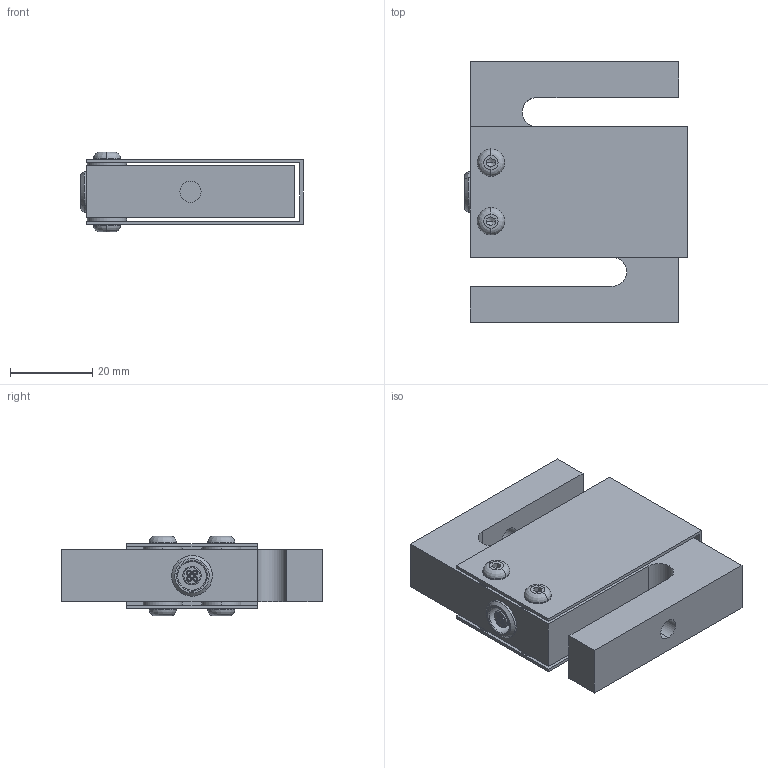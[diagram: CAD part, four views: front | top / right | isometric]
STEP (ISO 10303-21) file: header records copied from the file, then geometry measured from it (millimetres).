
FILE_DESCRIPTION((''),'2;1');
FILE_NAME('LSB300 M6 Thread Lemo.stp','2010-12-02T15:48:23',(''),(''),'Mechanical Desktop 2008','Mechanical Desktop 2008',', , ');
FILE_SCHEMA(('CONFIG_CONTROL_DESIGN'));
Length unit declared in the file: inch
Products named in the file (12): LSB300 LEMO; ~~~PART1; 26; NEWDWG; DRAWING1; PART1; LSB300 COVER; $F2106; F1470-1; ~LEMO; PART2; HEXAGON SOCKET BUTTON HEAD CAP SCREW - ANSI B18.3 - NO. 6 - 32 - 1/4
Assembly tree (322 placements, depth 3):
  LSB300 LEMO
    ~~~PART1
    26  x286
    NEWDWG  x13
      26
  DRAWING1
  PART1
  LSB300 COVER
  $F2106
Bounding box: 54.1 x 63.5 x 19.46 mm (x, y, z)
Volume: 36979 mm3; surface area: 18540.7 mm2
Topology: 1 solids, 12 shells, 258 faces, 635 edges, 416 vertices
Faces by surface type: plane 122, cylinder 84, cone 30, bspline 18, torus 4
Entity records: 11150 total; most frequent: CARTESIAN_POINT 2533, DIRECTION 1899, ORIENTED_EDGE 1254, AXIS2_PLACEMENT_3D 781, EDGE_CURVE 627, VERTEX_POINT 416, VECTOR 337, LINE 337
